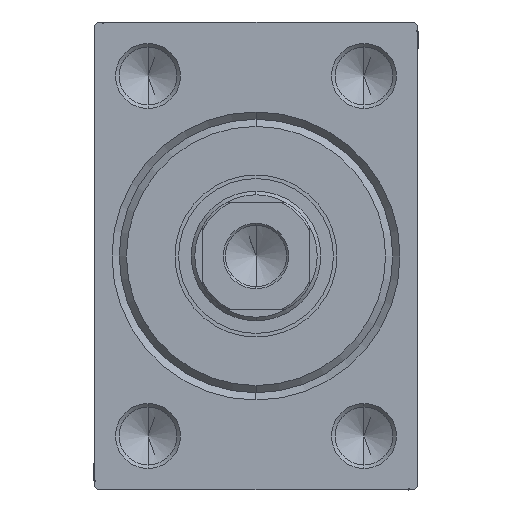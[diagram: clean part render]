
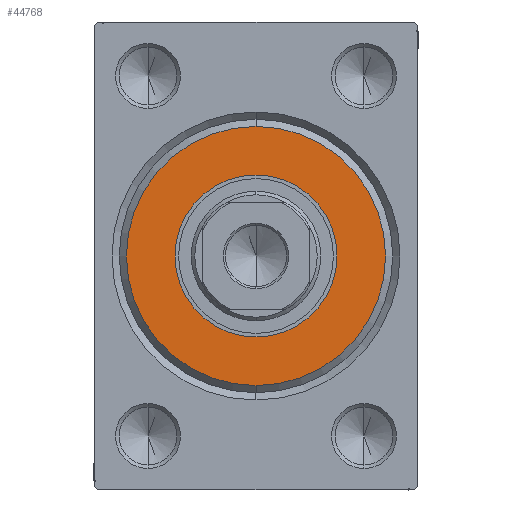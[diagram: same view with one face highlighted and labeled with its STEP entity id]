
A CAD part, left-side view. The second image highlights one B-rep face of the part: STEP entity #44768.
In plain terms, the highlighted face is planar.
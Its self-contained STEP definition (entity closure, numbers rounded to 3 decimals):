
#1593 = CARTESIAN_POINT ( 'NONE',  ( 3., 0., 0. ) ) ;
#1972 = AXIS2_PLACEMENT_3D ( 'NONE', #15293, #18921, #8729 ) ;
#3783 = DIRECTION ( 'NONE',  ( 1., 0., 0. ) ) ;
#3926 = DIRECTION ( 'NONE',  ( 0., 0., -1. ) ) ;
#4161 = CIRCLE ( 'NONE', #29438, 18. ) ;
#4225 = FACE_OUTER_BOUND ( 'NONE', #41161, .T. ) ;
#5380 = AXIS2_PLACEMENT_3D ( 'NONE', #20971, #3783, #34988 ) ;
#6335 = CARTESIAN_POINT ( 'NONE',  ( 3., 0., 11.25 ) ) ;
#8729 = DIRECTION ( 'NONE',  ( 0., 0., -1. ) ) ;
#8735 = VERTEX_POINT ( 'NONE', #35743 ) ;
#10547 = DIRECTION ( 'NONE',  ( 1., 0., 0. ) ) ;
#12598 = EDGE_CURVE ( 'NONE', #13546, #8735, #24897, .T. ) ;
#13546 = VERTEX_POINT ( 'NONE', #44536 ) ;
#14292 = ORIENTED_EDGE ( 'NONE', *, *, #20755, .T. ) ;
#15293 = CARTESIAN_POINT ( 'NONE',  ( 3., 0., 0. ) ) ;
#16261 = EDGE_LOOP ( 'NONE', ( #40073, #43359 ) ) ;
#17554 = EDGE_CURVE ( 'NONE', #21598, #28092, #17821, .T. ) ;
#17821 = CIRCLE ( 'NONE', #39495, 11.25 ) ;
#18921 = DIRECTION ( 'NONE',  ( 1., 0., 0. ) ) ;
#20755 = EDGE_CURVE ( 'NONE', #8735, #13546, #4161, .T. ) ;
#20971 = CARTESIAN_POINT ( 'NONE',  ( 3., 0., 0. ) ) ;
#21339 = DIRECTION ( 'NONE',  ( 1., 0., 0. ) ) ;
#21376 = EDGE_CURVE ( 'NONE', #28092, #21598, #35957, .T. ) ;
#21598 = VERTEX_POINT ( 'NONE', #6335 ) ;
#24897 = CIRCLE ( 'NONE', #5380, 18. ) ;
#28092 = VERTEX_POINT ( 'NONE', #35888 ) ;
#29438 = AXIS2_PLACEMENT_3D ( 'NONE', #1593, #36436, #40290 ) ;
#31140 = FACE_BOUND ( 'NONE', #16261, .T. ) ;
#34342 = ORIENTED_EDGE ( 'NONE', *, *, #12598, .T. ) ;
#34907 = CARTESIAN_POINT ( 'NONE',  ( 3., 0., 0. ) ) ;
#34988 = DIRECTION ( 'NONE',  ( 0., 0., -1. ) ) ;
#35743 = CARTESIAN_POINT ( 'NONE',  ( 3., 0., 18. ) ) ;
#35888 = CARTESIAN_POINT ( 'NONE',  ( 3., 0., -11.25 ) ) ;
#35957 = CIRCLE ( 'NONE', #1972, 11.25 ) ;
#36436 = DIRECTION ( 'NONE',  ( 1., 0., 0. ) ) ;
#37691 = AXIS2_PLACEMENT_3D ( 'NONE', #41566, #10547, #38618 ) ;
#38397 = PLANE ( 'NONE',  #37691 ) ;
#38618 = DIRECTION ( 'NONE',  ( 0., 0., -1. ) ) ;
#39495 = AXIS2_PLACEMENT_3D ( 'NONE', #34907, #21339, #3926 ) ;
#40073 = ORIENTED_EDGE ( 'NONE', *, *, #21376, .F. ) ;
#40290 = DIRECTION ( 'NONE',  ( 0., 0., -1. ) ) ;
#41161 = EDGE_LOOP ( 'NONE', ( #14292, #34342 ) ) ;
#41566 = CARTESIAN_POINT ( 'NONE',  ( 3., 0., 0. ) ) ;
#43359 = ORIENTED_EDGE ( 'NONE', *, *, #17554, .F. ) ;
#44536 = CARTESIAN_POINT ( 'NONE',  ( 3., 0., -18. ) ) ;
#44768 = ADVANCED_FACE ( 'NONE', ( #4225, #31140 ), #38397, .T. ) ;
